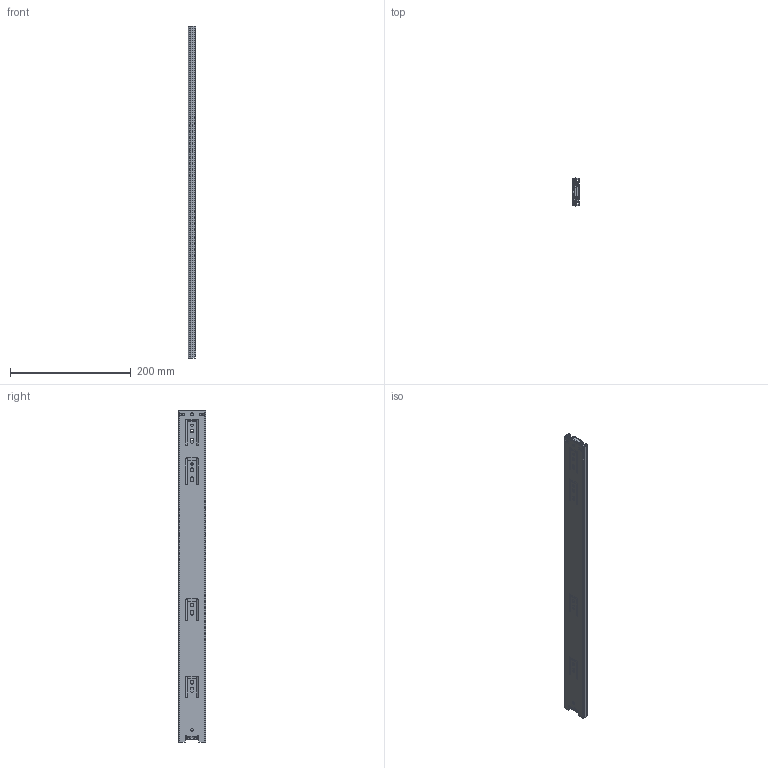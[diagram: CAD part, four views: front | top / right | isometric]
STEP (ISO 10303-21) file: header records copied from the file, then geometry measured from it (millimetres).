
FILE_DESCRIPTION (( 'STEP AP214' ), '1' );
FILE_NAME ('FR_5046.0550mm_22inch_closed.STEP', '2022-11-24T08:49:07', ( '' ), ( '' ), 'SwSTEP 2.0', 'SolidWorks 2020', '' );
FILE_SCHEMA (( 'AUTOMOTIVE_DESIGN' ));
Length unit declared in the file: millimetre
Products named in the file (11): FR_5046.0550mm_22inch_closed; 5046.XXX-02.C200A_NL  550; Anschlag Mittelprofiel; AHS; 5046.XXX-03.C200A_NL  550; 5046.XXX-01.C200A_NL  550; Niete; Anschlag hinten
Assembly tree (10 placements, depth 3):
  FR_5046.0550mm_22inch_closed
    5046.XXX-01.C200A_NL  550
      5046.XXX-01.C200A_NL  550
      Anschlag hinten
    5046.XXX-02.C200A_NL  550
      5046.XXX-02.C200A_NL  550
      Anschlag Mittelprofiel
    5046.XXX-03.C200A_NL  550
      5046.XXX-03.C200A_NL  550
      AHS
      Niete
Bounding box: 12.7 x 45.46 x 550 mm (x, y, z)
Volume: 104889.3 mm3; surface area: 173951.6 mm2
Topology: 7 solids, 7 shells, 683 faces, 1732 edges, 1058 vertices
Faces by surface type: plane 361, cylinder 258, torus 33, bspline 22, cone 6, sphere 3
Entity records: 21452 total; most frequent: CARTESIAN_POINT 4312, DIRECTION 3598, ORIENTED_EDGE 3458, EDGE_CURVE 1729, AXIS2_PLACEMENT_3D 1266, VECTOR 1066, LINE 1066, VERTEX_POINT 1058
